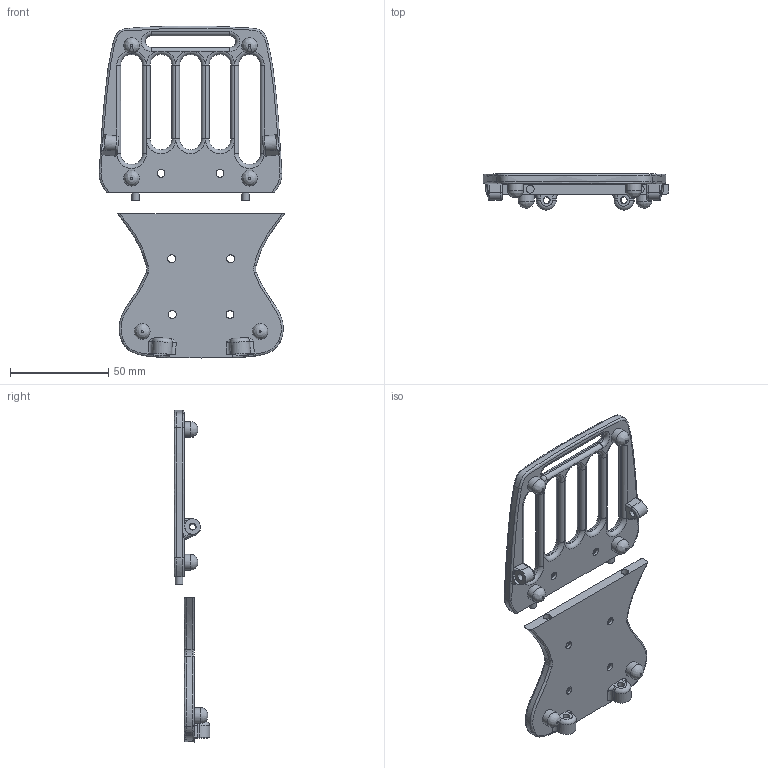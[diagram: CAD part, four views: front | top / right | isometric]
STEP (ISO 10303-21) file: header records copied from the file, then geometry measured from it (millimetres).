
FILE_DESCRIPTION(/* description */ (''),/* implementation_level */ '2;1');
FILE_NAME(/* name */ 'Battery Frame Two Part v1.step',/* time_stamp */ '2016-10-15T17:01:12+11:00',/* author */ (''),/* organization */ (''),/* preprocessor_version */ 'ST-DEVELOPER v16.5',/* originating_system */ 'Autodesk Translation Framework v5.2.0.2031',/* authorisation */ '');
FILE_SCHEMA (('AUTOMOTIVE_DESIGN { 1 0 10303 214 3 1 1 }'));
Length unit declared in the file: centimetre
Products named in the file (3): Battery Frame Two Part v1; Battery Frame Part A; Battery Frame Part B
Assembly tree (2 placements, depth 2):
  Battery Frame Two Part v1
    Battery Frame Part A
    Battery Frame Part B
Bounding box: 94.46 x 18.1 x 168.91 mm (x, y, z)
Volume: 47548.9 mm3; surface area: 27393.7 mm2
Topology: 2 solids, 2 shells, 270 faces, 648 edges, 385 vertices
Faces by surface type: cylinder 94, plane 67, bspline 67, torus 36, cone 6
Full cylindrical faces by diameter (mm): 3.5 x4, 3.8 x2, 4 x8, 5 x6, 8 x6, 9.5 x6
Entity records: 11291 total; most frequent: CARTESIAN_POINT 5388, ORIENTED_EDGE 1200, DIRECTION 1177, EDGE_CURVE 600, AXIS2_PLACEMENT_3D 503, VERTEX_POINT 379, EDGE_LOOP 347, CIRCLE 281
